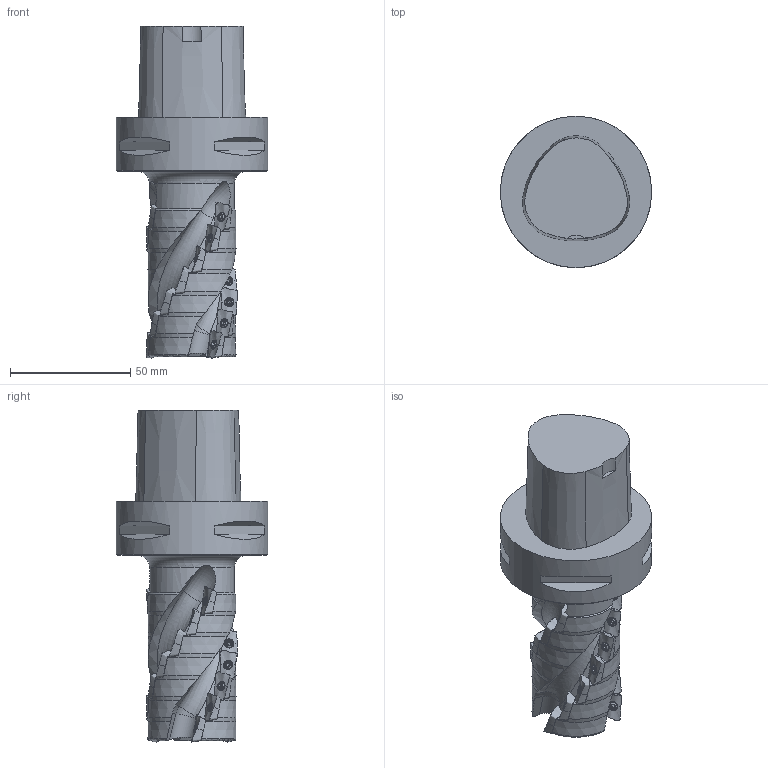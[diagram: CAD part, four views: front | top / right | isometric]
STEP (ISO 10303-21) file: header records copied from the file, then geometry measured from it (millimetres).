
FILE_DESCRIPTION(/* description */ (''),/* implementation_level */ '2;1');
FILE_NAME(/* name */ '1583476484807.stp',/* time_stamp */ '2020-03-06T12:05:02+06:00',/* author */ (''),/* organization */ ('SMS'),/* preprocessor_version */ 'ST-DEVELOPER v16.7',/* originating_system */ 'SIEMENS PLM Software NX 12.0',/* authorisation */ '');
FILE_SCHEMA (('AUTOMOTIVE_DESIGN { 1 0 10303 214 3 1 1 1 }'));
Products named in the file (4): ASSEMBLY_CONSTRUCTION; 201207134mod000_00; 202883030mod000_00; 202883125mod000_00
Assembly tree (23 placements, depth 2):
  202883125mod000_00
    202883030mod000_00
    201207134mod000_00  x21
    ASSEMBLY_CONSTRUCTION
Bounding box: 63 x 63 x 138.18 mm (x, y, z)
Volume: 183882.9 mm3; surface area: 32177.6 mm2
Topology: 22 solids, 22 shells, 1040 faces, 2523 edges, 1643 vertices
Faces by surface type: cylinder 323, plane 278, cone 224, bspline 117, torus 71, sphere 21, revolution 6
Full cylindrical faces by diameter (mm): 2.5 x21, 2.8 x21, 3.45 x21, 63 x1
Entity records: 62591 total; most frequent: CARTESIAN_POINT 45341, ORIENTED_EDGE 3482, DIRECTION 3476, EDGE_CURVE 1741, AXIS2_PLACEMENT_3D 1592, VERTEX_POINT 1147, EDGE_LOOP 903, ADVANCED_FACE 760
